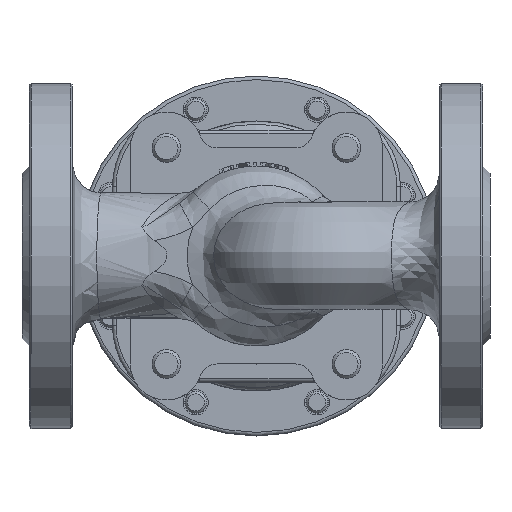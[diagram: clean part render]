
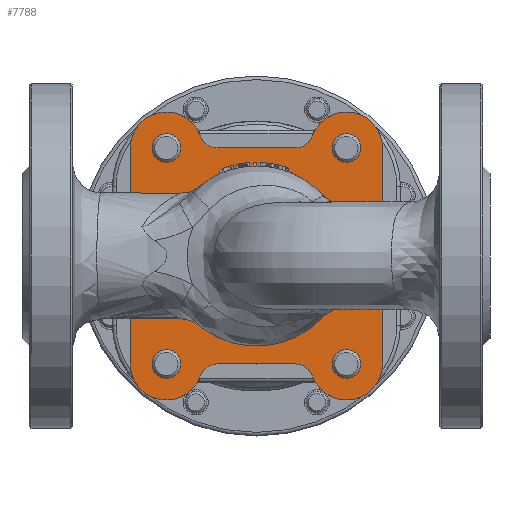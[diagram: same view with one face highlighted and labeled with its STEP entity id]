
A CAD part, front view. The second image highlights one B-rep face of the part: STEP entity #7788.
In plain terms, the highlighted planar face has unit normal (0, -1, 0).
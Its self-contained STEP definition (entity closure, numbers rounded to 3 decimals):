
#239=FACE_BOUND('',#1375,.T.);
#240=FACE_BOUND('',#1376,.T.);
#241=FACE_BOUND('',#1377,.T.);
#242=FACE_BOUND('',#1378,.T.);
#243=FACE_BOUND('',#1379,.T.);
#487=PLANE('',#8776);
#855=FACE_OUTER_BOUND('',#1374,.T.);
#1374=EDGE_LOOP('',(#6328,#6329,#6330,#6331,#6332,#6333,#6334,#6335,#6336,
#6337,#6338,#6339));
#1375=EDGE_LOOP('',(#6340));
#1376=EDGE_LOOP('',(#6341));
#1377=EDGE_LOOP('',(#6342));
#1378=EDGE_LOOP('',(#6343));
#1379=EDGE_LOOP('',(#6344,#6345));
#1618=B_SPLINE_CURVE_WITH_KNOTS('',3,(#16261,#16262,#16263,#16264,#16265,
#16266,#16267,#16268,#16269,#16270,#16271,#16272,#16273,#16274,#16275,#16276,
#16277,#16278,#16279,#16280),.UNSPECIFIED.,.F.,.F.,(4,2,2,2,2,2,2,2,2,4),
(0.,0.391,0.584,0.672,0.735,
0.8,0.896,1.008,1.204,1.46),
 .UNSPECIFIED.);
#1872=LINE('',#14879,#2273);
#1887=LINE('',#14929,#2288);
#1981=LINE('',#16249,#2382);
#1982=LINE('',#16252,#2383);
#2273=VECTOR('',#10347,10.);
#2288=VECTOR('',#10394,10.);
#2382=VECTOR('',#10702,10.);
#2383=VECTOR('',#10705,10.);
#2811=CIRCLE('',#8652,5.);
#2813=CIRCLE('',#8656,5.);
#2815=CIRCLE('',#8659,10.);
#2817=CIRCLE('',#8662,5.);
#2819=CIRCLE('',#8665,10.);
#2821=CIRCLE('',#8668,5.);
#2859=CIRCLE('',#8758,25.);
#2870=CIRCLE('',#8777,10.);
#2871=CIRCLE('',#8778,10.);
#2872=CIRCLE('',#8779,4.);
#2873=CIRCLE('',#8780,4.);
#2874=CIRCLE('',#8781,4.);
#2875=CIRCLE('',#8782,4.);
#3337=VERTEX_POINT('',#14869);
#3338=VERTEX_POINT('',#14870);
#3341=VERTEX_POINT('',#14878);
#3345=VERTEX_POINT('',#14888);
#3347=VERTEX_POINT('',#14894);
#3349=VERTEX_POINT('',#14900);
#3350=VERTEX_POINT('',#14901);
#3353=VERTEX_POINT('',#14909);
#3355=VERTEX_POINT('',#14915);
#3356=VERTEX_POINT('',#14916);
#3484=VERTEX_POINT('',#16026);
#3485=VERTEX_POINT('',#16109);
#3496=VERTEX_POINT('',#16247);
#3497=VERTEX_POINT('',#16250);
#3498=VERTEX_POINT('',#16253);
#3499=VERTEX_POINT('',#16255);
#3500=VERTEX_POINT('',#16257);
#3501=VERTEX_POINT('',#16259);
#4244=EDGE_CURVE('',#3337,#3338,#2811,.T.);
#4248=EDGE_CURVE('',#3338,#3341,#1872,.T.);
#4253=EDGE_CURVE('',#3341,#3345,#2813,.T.);
#4256=EDGE_CURVE('',#3345,#3347,#2815,.T.);
#4259=EDGE_CURVE('',#3349,#3350,#2817,.T.);
#4263=EDGE_CURVE('',#3350,#3353,#2819,.T.);
#4266=EDGE_CURVE('',#3355,#3356,#2821,.T.);
#4273=EDGE_CURVE('',#3356,#3349,#1887,.T.);
#4457=EDGE_CURVE('',#3485,#3484,#2859,.T.);
#4474=EDGE_CURVE('',#3496,#3355,#2870,.T.);
#4475=EDGE_CURVE('',#3347,#3496,#1981,.T.);
#4476=EDGE_CURVE('',#3497,#3337,#2871,.T.);
#4477=EDGE_CURVE('',#3353,#3497,#1982,.T.);
#4478=EDGE_CURVE('',#3498,#3498,#2872,.T.);
#4479=EDGE_CURVE('',#3499,#3499,#2873,.T.);
#4480=EDGE_CURVE('',#3500,#3500,#2874,.T.);
#4481=EDGE_CURVE('',#3501,#3501,#2875,.T.);
#4482=EDGE_CURVE('',#3484,#3485,#1618,.F.);
#6328=ORIENTED_EDGE('',*,*,#4259,.F.);
#6329=ORIENTED_EDGE('',*,*,#4273,.F.);
#6330=ORIENTED_EDGE('',*,*,#4266,.F.);
#6331=ORIENTED_EDGE('',*,*,#4474,.F.);
#6332=ORIENTED_EDGE('',*,*,#4475,.F.);
#6333=ORIENTED_EDGE('',*,*,#4256,.F.);
#6334=ORIENTED_EDGE('',*,*,#4253,.F.);
#6335=ORIENTED_EDGE('',*,*,#4248,.F.);
#6336=ORIENTED_EDGE('',*,*,#4244,.F.);
#6337=ORIENTED_EDGE('',*,*,#4476,.F.);
#6338=ORIENTED_EDGE('',*,*,#4477,.F.);
#6339=ORIENTED_EDGE('',*,*,#4263,.F.);
#6340=ORIENTED_EDGE('',*,*,#4478,.F.);
#6341=ORIENTED_EDGE('',*,*,#4479,.F.);
#6342=ORIENTED_EDGE('',*,*,#4480,.F.);
#6343=ORIENTED_EDGE('',*,*,#4481,.F.);
#6344=ORIENTED_EDGE('',*,*,#4482,.T.);
#6345=ORIENTED_EDGE('',*,*,#4457,.T.);
#7788=ADVANCED_FACE('',(#855,#239,#240,#241,#242,#243),#487,.F.);
#8652=AXIS2_PLACEMENT_3D('',#14871,#10339,#10340);
#8656=AXIS2_PLACEMENT_3D('',#14889,#10354,#10355);
#8659=AXIS2_PLACEMENT_3D('',#14895,#10361,#10362);
#8662=AXIS2_PLACEMENT_3D('',#14902,#10368,#10369);
#8665=AXIS2_PLACEMENT_3D('',#14910,#10376,#10377);
#8668=AXIS2_PLACEMENT_3D('',#14917,#10383,#10384);
#8758=AXIS2_PLACEMENT_3D('',#16110,#10659,#10660);
#8776=AXIS2_PLACEMENT_3D('',#16246,#10698,#10699);
#8777=AXIS2_PLACEMENT_3D('',#16248,#10700,#10701);
#8778=AXIS2_PLACEMENT_3D('',#16251,#10703,#10704);
#8779=AXIS2_PLACEMENT_3D('',#16254,#10706,#10707);
#8780=AXIS2_PLACEMENT_3D('',#16256,#10708,#10709);
#8781=AXIS2_PLACEMENT_3D('',#16258,#10710,#10711);
#8782=AXIS2_PLACEMENT_3D('',#16260,#10712,#10713);
#10339=DIRECTION('center_axis',(0.,-1.,0.));
#10340=DIRECTION('ref_axis',(0.577,0.,0.816));
#10347=DIRECTION('',(-1.,0.,0.));
#10354=DIRECTION('center_axis',(0.,-1.,0.));
#10355=DIRECTION('ref_axis',(-0.577,0.,0.816));
#10361=DIRECTION('center_axis',(0.,1.,0.));
#10362=DIRECTION('ref_axis',(1.,0.,0.));
#10368=DIRECTION('center_axis',(0.,-1.,0.));
#10369=DIRECTION('ref_axis',(0.577,0.,-0.816));
#10376=DIRECTION('center_axis',(0.,1.,0.));
#10377=DIRECTION('ref_axis',(1.,0.,0.));
#10383=DIRECTION('center_axis',(0.,-1.,0.));
#10384=DIRECTION('ref_axis',(-0.577,0.,-0.816));
#10394=DIRECTION('',(1.,0.,0.));
#10659=DIRECTION('center_axis',(0.,1.,0.));
#10660=DIRECTION('ref_axis',(0.,0.,1.));
#10698=DIRECTION('center_axis',(0.,1.,0.));
#10699=DIRECTION('ref_axis',(0.,0.,1.));
#10700=DIRECTION('center_axis',(0.,1.,0.));
#10701=DIRECTION('ref_axis',(1.,0.,0.));
#10702=DIRECTION('',(0.,0.,1.));
#10703=DIRECTION('center_axis',(0.,1.,0.));
#10704=DIRECTION('ref_axis',(1.,0.,0.));
#10705=DIRECTION('',(0.,0.,-1.));
#10706=DIRECTION('center_axis',(0.,-1.,0.));
#10707=DIRECTION('ref_axis',(-1.,0.,0.));
#10708=DIRECTION('center_axis',(0.,-1.,0.));
#10709=DIRECTION('ref_axis',(-1.,0.,0.));
#10710=DIRECTION('center_axis',(0.,-1.,0.));
#10711=DIRECTION('ref_axis',(-1.,0.,0.));
#10712=DIRECTION('center_axis',(0.,-1.,0.));
#10713=DIRECTION('ref_axis',(-1.,0.,0.));
#14869=CARTESIAN_POINT('',(80.693,26.75,-33.333));
#14870=CARTESIAN_POINT('',(75.979,26.75,-30.));
#14871=CARTESIAN_POINT('Origin',(75.979,26.75,-35.));
#14878=CARTESIAN_POINT('',(54.263,26.75,-30.));
#14879=CARTESIAN_POINT('',(100.121,26.75,-30.));
#14888=CARTESIAN_POINT('',(49.549,26.75,-33.333));
#14889=CARTESIAN_POINT('Origin',(54.263,26.75,-35.));
#14894=CARTESIAN_POINT('',(30.121,26.75,-30.));
#14895=CARTESIAN_POINT('Origin',(40.121,26.75,-30.));
#14900=CARTESIAN_POINT('',(75.979,26.75,30.));
#14901=CARTESIAN_POINT('',(80.693,26.75,33.333));
#14902=CARTESIAN_POINT('Origin',(75.979,26.75,35.));
#14909=CARTESIAN_POINT('',(100.121,26.75,30.));
#14910=CARTESIAN_POINT('Origin',(90.121,26.75,30.));
#14915=CARTESIAN_POINT('',(49.549,26.75,33.333));
#14916=CARTESIAN_POINT('',(54.263,26.75,30.));
#14917=CARTESIAN_POINT('Origin',(54.263,26.75,35.));
#14929=CARTESIAN_POINT('',(30.121,26.75,30.));
#16026=CARTESIAN_POINT('',(41.162,26.75,-7.139));
#16109=CARTESIAN_POINT('',(41.162,26.75,7.139));
#16110=CARTESIAN_POINT('Origin',(65.121,26.75,0.));
#16246=CARTESIAN_POINT('Origin',(65.121,26.75,0.));
#16247=CARTESIAN_POINT('',(30.121,26.75,30.));
#16248=CARTESIAN_POINT('Origin',(40.121,26.75,30.));
#16249=CARTESIAN_POINT('',(30.121,26.75,-30.));
#16250=CARTESIAN_POINT('',(100.121,26.75,-30.));
#16251=CARTESIAN_POINT('Origin',(90.121,26.75,-30.));
#16252=CARTESIAN_POINT('',(100.121,26.75,30.));
#16253=CARTESIAN_POINT('',(94.121,26.75,-30.));
#16254=CARTESIAN_POINT('Origin',(90.121,26.75,-30.));
#16255=CARTESIAN_POINT('',(44.121,26.75,-30.));
#16256=CARTESIAN_POINT('Origin',(40.121,26.75,-30.));
#16257=CARTESIAN_POINT('',(94.121,26.75,30.));
#16258=CARTESIAN_POINT('Origin',(90.121,26.75,30.));
#16259=CARTESIAN_POINT('',(44.121,26.75,30.));
#16260=CARTESIAN_POINT('Origin',(40.121,26.75,30.));
#16261=CARTESIAN_POINT('Ctrl Pts',(41.162,26.75,7.139));
#16262=CARTESIAN_POINT('Ctrl Pts',(40.79,26.75,5.892));
#16263=CARTESIAN_POINT('Ctrl Pts',(40.469,26.75,4.652));
#16264=CARTESIAN_POINT('Ctrl Pts',(40.144,26.75,2.736));
#16265=CARTESIAN_POINT('Ctrl Pts',(40.064,26.75,2.101));
#16266=CARTESIAN_POINT('Ctrl Pts',(39.993,26.75,1.168));
#16267=CARTESIAN_POINT('Ctrl Pts',(39.977,26.75,0.877));
#16268=CARTESIAN_POINT('Ctrl Pts',(39.961,26.75,0.376));
#16269=CARTESIAN_POINT('Ctrl Pts',(39.958,26.75,0.167));
#16270=CARTESIAN_POINT('Ctrl Pts',(39.959,26.75,-0.26));
#16271=CARTESIAN_POINT('Ctrl Pts',(39.963,26.75,-0.476));
#16272=CARTESIAN_POINT('Ctrl Pts',(39.983,26.75,-1.011));
#16273=CARTESIAN_POINT('Ctrl Pts',(40.003,26.75,-1.327));
#16274=CARTESIAN_POINT('Ctrl Pts',(40.062,26.75,-2.014));
#16275=CARTESIAN_POINT('Ctrl Pts',(40.104,26.75,-2.383));
#16276=CARTESIAN_POINT('Ctrl Pts',(40.247,26.75,-3.397));
#16277=CARTESIAN_POINT('Ctrl Pts',(40.366,26.75,-4.035));
#16278=CARTESIAN_POINT('Ctrl Pts',(40.695,26.75,-5.503));
#16279=CARTESIAN_POINT('Ctrl Pts',(40.918,26.75,-6.322));
#16280=CARTESIAN_POINT('Ctrl Pts',(41.162,26.75,-7.139));
